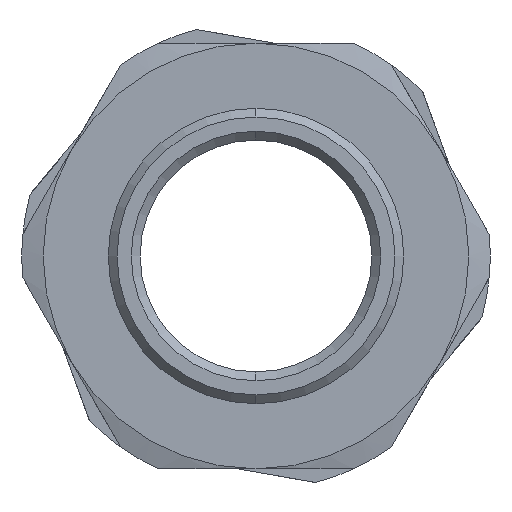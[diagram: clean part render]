
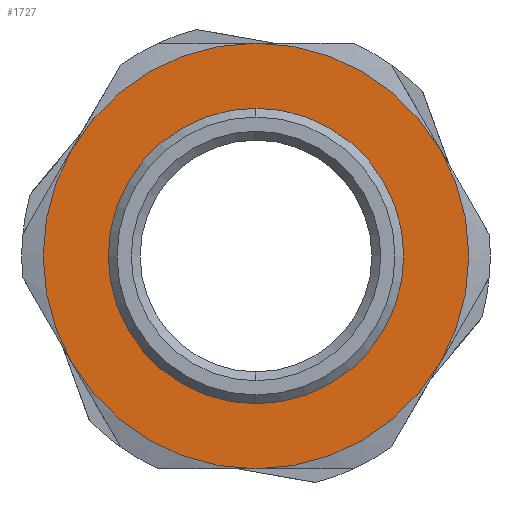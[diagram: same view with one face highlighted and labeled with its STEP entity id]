
A CAD part, left-side view. The second image highlights one B-rep face of the part: STEP entity #1727.
In plain terms, the highlighted planar face has unit normal (-1, 0, 0).
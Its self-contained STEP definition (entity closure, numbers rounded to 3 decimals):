
#3 = CARTESIAN_POINT ( 'NONE',  ( 15.3, 0., 12.5 ) ) ;
#42 = CARTESIAN_POINT ( 'NONE',  ( 15.3, 0., -12.5 ) ) ;
#47 = CARTESIAN_POINT ( 'NONE',  ( 15.3, 0., 0. ) ) ;
#72 = DIRECTION ( 'NONE',  ( 0., 0., 1. ) ) ;
#90 = FACE_OUTER_BOUND ( 'NONE', #1462, .T. ) ;
#132 = EDGE_CURVE ( 'NONE', #2221, #1474, #781, .T. ) ;
#198 = CARTESIAN_POINT ( 'NONE',  ( 15.3, 0., 0. ) ) ;
#217 = VERTEX_POINT ( 'NONE', #42 ) ;
#230 = EDGE_CURVE ( 'NONE', #1000, #2221, #1533, .T. ) ;
#272 = EDGE_CURVE ( 'NONE', #2743, #217, #1226, .T. ) ;
#389 = AXIS2_PLACEMENT_3D ( 'NONE', #685, #693, #2270 ) ;
#403 = CIRCLE ( 'NONE', #2077, 18. ) ;
#433 = CARTESIAN_POINT ( 'NONE',  ( 15.3, 0., 0. ) ) ;
#534 = DIRECTION ( 'NONE',  ( 1., 0., 0. ) ) ;
#568 = DIRECTION ( 'NONE',  ( 0., 0., -1. ) ) ;
#626 = CARTESIAN_POINT ( 'NONE',  ( 15.3, -15.588, 9. ) ) ;
#634 = DIRECTION ( 'NONE',  ( 0., 0., -1. ) ) ;
#643 = DIRECTION ( 'NONE',  ( 1., 0., 0. ) ) ;
#659 = CARTESIAN_POINT ( 'NONE',  ( 15.3, 15.588, 9. ) ) ;
#662 = DIRECTION ( 'NONE',  ( 1., 0., 0. ) ) ;
#669 = DIRECTION ( 'NONE',  ( 0., 0., -1. ) ) ;
#685 = CARTESIAN_POINT ( 'NONE',  ( 15.3, 0., 0. ) ) ;
#693 = DIRECTION ( 'NONE',  ( 1., 0., 0. ) ) ;
#705 = AXIS2_PLACEMENT_3D ( 'NONE', #1591, #534, #2488 ) ;
#725 = CIRCLE ( 'NONE', #705, 18. ) ;
#777 = PLANE ( 'NONE',  #1822 ) ;
#781 = CIRCLE ( 'NONE', #1021, 18. ) ;
#791 = FACE_BOUND ( 'NONE', #1987, .T. ) ;
#849 = VERTEX_POINT ( 'NONE', #626 ) ;
#988 = AXIS2_PLACEMENT_3D ( 'NONE', #47, #2680, #72 ) ;
#1000 = VERTEX_POINT ( 'NONE', #1986 ) ;
#1021 = AXIS2_PLACEMENT_3D ( 'NONE', #1221, #2560, #1683 ) ;
#1049 = VERTEX_POINT ( 'NONE', #1840 ) ;
#1076 = CARTESIAN_POINT ( 'NONE',  ( 15.3, 0., 0. ) ) ;
#1114 = EDGE_CURVE ( 'NONE', #1681, #849, #725, .T. ) ;
#1221 = CARTESIAN_POINT ( 'NONE',  ( 15.3, 0., 0. ) ) ;
#1226 = CIRCLE ( 'NONE', #2053, 12.5 ) ;
#1297 = ORIENTED_EDGE ( 'NONE', *, *, #2775, .F. ) ;
#1304 = CIRCLE ( 'NONE', #389, 12.5 ) ;
#1312 = DIRECTION ( 'NONE',  ( 0., 0., -1. ) ) ;
#1331 = CARTESIAN_POINT ( 'NONE',  ( 15.3, 0., 0. ) ) ;
#1341 = ORIENTED_EDGE ( 'NONE', *, *, #1521, .T. ) ;
#1414 = ORIENTED_EDGE ( 'NONE', *, *, #132, .F. ) ;
#1440 = CIRCLE ( 'NONE', #2636, 18. ) ;
#1462 = EDGE_LOOP ( 'NONE', ( #1514, #2578, #1297, #2378, #1341, #1414 ) ) ;
#1474 = VERTEX_POINT ( 'NONE', #659 ) ;
#1514 = ORIENTED_EDGE ( 'NONE', *, *, #230, .F. ) ;
#1521 = EDGE_CURVE ( 'NONE', #1681, #1474, #1994, .T. ) ;
#1533 = CIRCLE ( 'NONE', #1909, 18. ) ;
#1591 = CARTESIAN_POINT ( 'NONE',  ( 15.3, 0., 0. ) ) ;
#1637 = EDGE_CURVE ( 'NONE', #217, #2743, #1304, .T. ) ;
#1681 = VERTEX_POINT ( 'NONE', #2732 ) ;
#1683 = DIRECTION ( 'NONE',  ( 0., 0., -1. ) ) ;
#1727 = ADVANCED_FACE ( 'NONE', ( #791, #90 ), #777, .F. ) ;
#1822 = AXIS2_PLACEMENT_3D ( 'NONE', #2336, #2784, #568 ) ;
#1836 = ORIENTED_EDGE ( 'NONE', *, *, #272, .T. ) ;
#1840 = CARTESIAN_POINT ( 'NONE',  ( 15.3, -15.588, -9. ) ) ;
#1859 = CARTESIAN_POINT ( 'NONE',  ( 15.3, 15.588, -9. ) ) ;
#1909 = AXIS2_PLACEMENT_3D ( 'NONE', #1331, #643, #2642 ) ;
#1948 = DIRECTION ( 'NONE',  ( 1., 0., 0. ) ) ;
#1986 = CARTESIAN_POINT ( 'NONE',  ( 15.3, 0., -18. ) ) ;
#1987 = EDGE_LOOP ( 'NONE', ( #2725, #1836 ) ) ;
#1994 = CIRCLE ( 'NONE', #988, 18. ) ;
#2053 = AXIS2_PLACEMENT_3D ( 'NONE', #433, #2441, #1312 ) ;
#2077 = AXIS2_PLACEMENT_3D ( 'NONE', #1076, #662, #669 ) ;
#2221 = VERTEX_POINT ( 'NONE', #1859 ) ;
#2270 = DIRECTION ( 'NONE',  ( 0., 0., -1. ) ) ;
#2336 = CARTESIAN_POINT ( 'NONE',  ( 15.3, 12.5, 0. ) ) ;
#2378 = ORIENTED_EDGE ( 'NONE', *, *, #1114, .F. ) ;
#2434 = EDGE_CURVE ( 'NONE', #1049, #1000, #1440, .T. ) ;
#2441 = DIRECTION ( 'NONE',  ( 1., 0., 0. ) ) ;
#2488 = DIRECTION ( 'NONE',  ( 0., 0., -1. ) ) ;
#2560 = DIRECTION ( 'NONE',  ( 1., 0., 0. ) ) ;
#2578 = ORIENTED_EDGE ( 'NONE', *, *, #2434, .F. ) ;
#2636 = AXIS2_PLACEMENT_3D ( 'NONE', #198, #1948, #634 ) ;
#2642 = DIRECTION ( 'NONE',  ( 0., 0., -1. ) ) ;
#2680 = DIRECTION ( 'NONE',  ( -1., 0., 0. ) ) ;
#2725 = ORIENTED_EDGE ( 'NONE', *, *, #1637, .T. ) ;
#2732 = CARTESIAN_POINT ( 'NONE',  ( 15.3, 0., 18. ) ) ;
#2743 = VERTEX_POINT ( 'NONE', #3 ) ;
#2775 = EDGE_CURVE ( 'NONE', #849, #1049, #403, .T. ) ;
#2784 = DIRECTION ( 'NONE',  ( 1., 0., 0. ) ) ;
